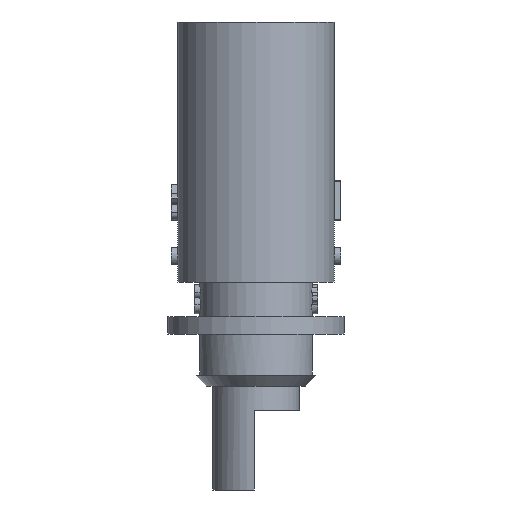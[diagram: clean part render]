
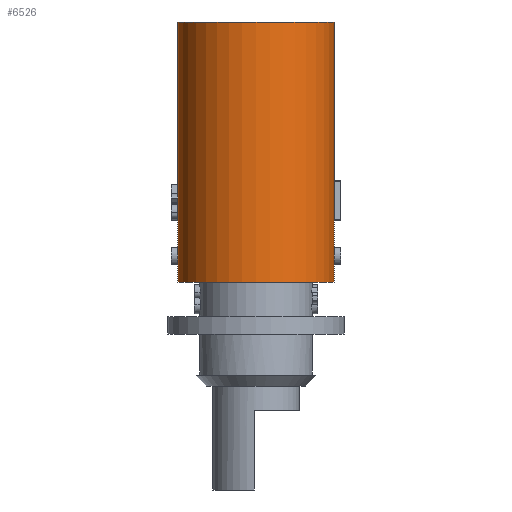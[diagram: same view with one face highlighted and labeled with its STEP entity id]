
A CAD part, left-side view. The second image highlights one B-rep face of the part: STEP entity #6526.
In plain terms, the highlighted cylindrical face has radius 2.25 mm (diameter 4.5 mm), a partial arc.
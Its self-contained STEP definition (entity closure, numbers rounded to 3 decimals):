
#693=FACE_OUTER_BOUND('',#1078,.T.);
#1078=EDGE_LOOP('',(#4790,#4791,#4792,#4793));
#1508=LINE('',#9119,#2130);
#1509=LINE('',#9122,#2131);
#2130=VECTOR('',#7697,1000.);
#2131=VECTOR('',#7700,1000.);
#2734=CIRCLE('',#7005,2.25);
#2735=CIRCLE('',#7006,2.25);
#2922=VERTEX_POINT('',#9115);
#2923=VERTEX_POINT('',#9116);
#2924=VERTEX_POINT('',#9118);
#2925=VERTEX_POINT('',#9120);
#3636=EDGE_CURVE('',#2922,#2923,#2734,.T.);
#3637=EDGE_CURVE('',#2922,#2924,#1508,.T.);
#3638=EDGE_CURVE('',#2924,#2925,#2735,.T.);
#3639=EDGE_CURVE('',#2923,#2925,#1509,.T.);
#4790=ORIENTED_EDGE('',*,*,#3636,.F.);
#4791=ORIENTED_EDGE('',*,*,#3637,.T.);
#4792=ORIENTED_EDGE('',*,*,#3638,.T.);
#4793=ORIENTED_EDGE('',*,*,#3639,.F.);
#6424=CYLINDRICAL_SURFACE('',#7004,2.25);
#6526=ADVANCED_FACE('',(#693),#6424,.T.);
#7004=AXIS2_PLACEMENT_3D('',#9114,#7693,#7694);
#7005=AXIS2_PLACEMENT_3D('',#9117,#7695,#7696);
#7006=AXIS2_PLACEMENT_3D('',#9121,#7698,#7699);
#7693=DIRECTION('center_axis',(0.,0.,-1.));
#7694=DIRECTION('ref_axis',(-1.,0.,0.));
#7695=DIRECTION('center_axis',(0.,0.,1.));
#7696=DIRECTION('ref_axis',(1.,0.,0.));
#7697=DIRECTION('',(0.,0.,-1.));
#7698=DIRECTION('center_axis',(0.,0.,1.));
#7699=DIRECTION('ref_axis',(1.,0.,0.));
#7700=DIRECTION('',(0.,0.,-1.));
#9114=CARTESIAN_POINT('Origin',(-3.5,0.,7.5));
#9115=CARTESIAN_POINT('',(-3.5,2.25,7.5));
#9116=CARTESIAN_POINT('',(-3.5,-2.25,7.5));
#9117=CARTESIAN_POINT('Origin',(-3.5,0.,7.5));
#9118=CARTESIAN_POINT('',(-3.5,2.25,0.));
#9119=CARTESIAN_POINT('',(-3.5,2.25,7.5));
#9120=CARTESIAN_POINT('',(-3.5,-2.25,0.));
#9121=CARTESIAN_POINT('Origin',(-3.5,0.,0.));
#9122=CARTESIAN_POINT('',(-3.5,-2.25,7.5));
